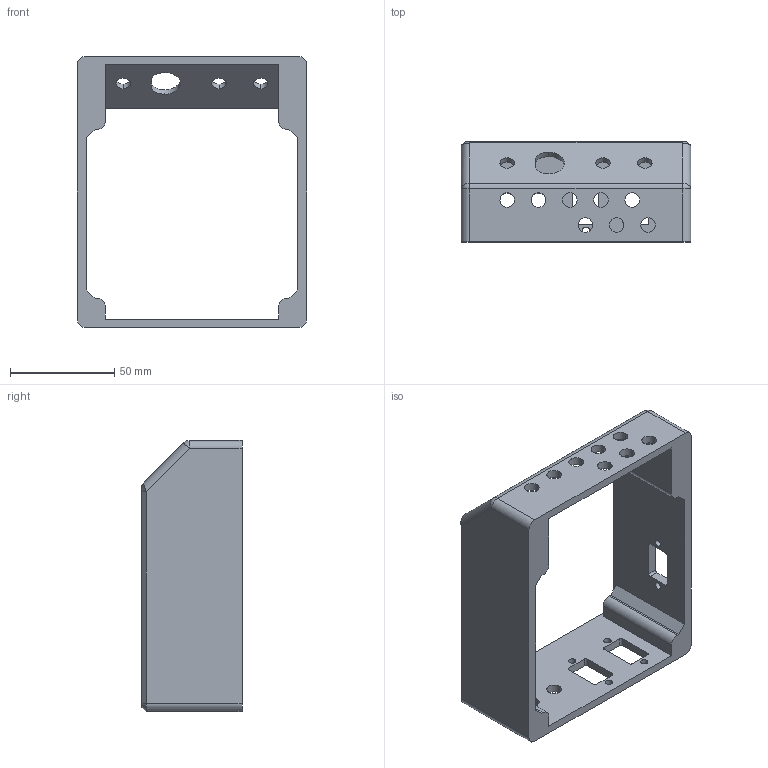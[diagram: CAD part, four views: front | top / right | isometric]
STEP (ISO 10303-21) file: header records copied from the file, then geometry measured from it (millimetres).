
FILE_DESCRIPTION (( 'STEP AP214' ), '1' );
FILE_NAME ('BreadboardBox_1.STEP', '2022-03-31T20:19:22', ( '' ), ( '' ), 'SwSTEP 2.0', 'SolidWorks 2018', '' );
FILE_SCHEMA (( 'AUTOMOTIVE_DESIGN' ));
Length unit declared in the file: millimetre
Products named in the file (1): BreadboardBox_1
Bounding box: 110 x 48 x 130 mm (x, y, z)
Volume: 117372 mm3; surface area: 48555 mm2
Topology: 1 solids, 1 shells, 164 faces, 452 edges, 290 vertices
Faces by surface type: cylinder 76, plane 74, cone 10, bspline 2, sphere 2
Entity records: 5508 total; most frequent: CARTESIAN_POINT 1123, DIRECTION 914, ORIENTED_EDGE 888, EDGE_CURVE 444, AXIS2_PLACEMENT_3D 315, VERTEX_POINT 290, VECTOR 284, LINE 284
